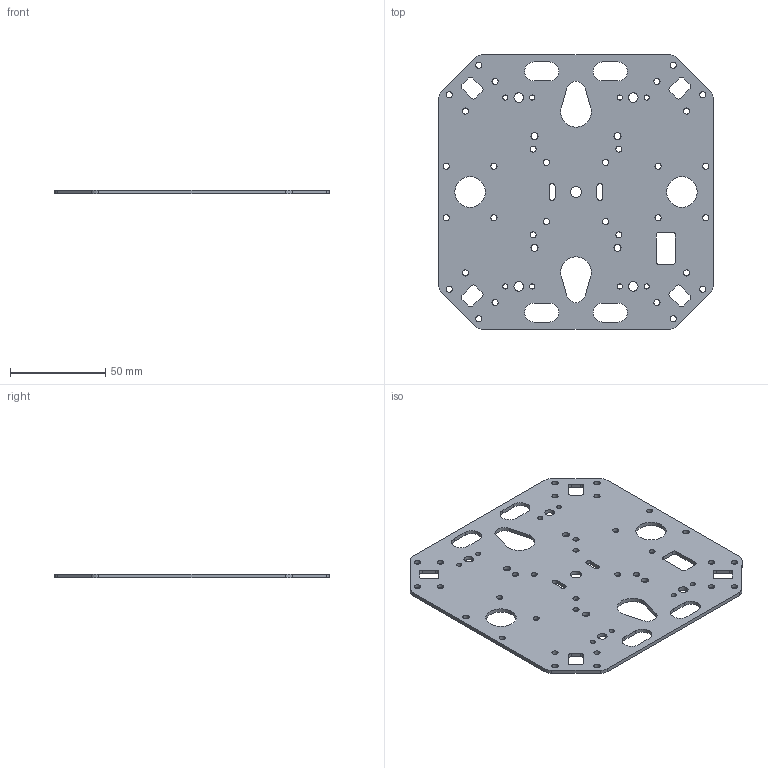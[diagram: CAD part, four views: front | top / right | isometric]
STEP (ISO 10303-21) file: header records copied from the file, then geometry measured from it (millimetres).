
FILE_DESCRIPTION (( 'STEP AP203' ), '1' );
FILE_NAME ('bottom_board_Predeterminado_sldprt.STEP', '2024-07-08T06:14:01', ( '' ), ( '' ), 'SwSTEP 2.0', 'SolidWorks 2024', '' );
FILE_SCHEMA (( 'CONFIG_CONTROL_DESIGN' ));
Length unit declared in the file: millimetre
Products named in the file (1): bottom_board_Predeterminado_sldprt
Bounding box: 144 x 144 x 2 mm (x, y, z)
Volume: 34513.4 mm3; surface area: 37890.2 mm2
Topology: 1 solids, 1 shells, 204 faces, 606 edges, 404 vertices
Faces by surface type: cylinder 158, plane 46
Entity records: 7339 total; most frequent: DIRECTION 1332, CARTESIAN_POINT 1215, ORIENTED_EDGE 1212, EDGE_CURVE 606, AXIS2_PLACEMENT_3D 521, VERTEX_POINT 404, EDGE_LOOP 332, CIRCLE 316
